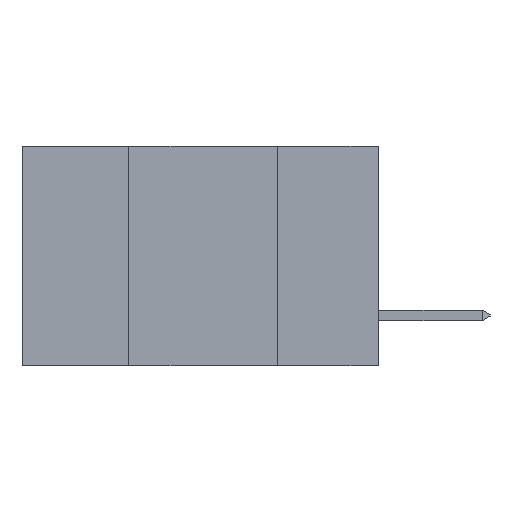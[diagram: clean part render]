
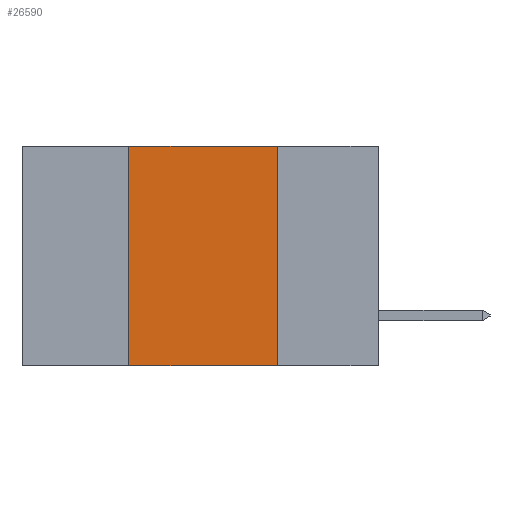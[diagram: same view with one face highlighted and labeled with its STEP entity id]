
A CAD part, left-side view. The second image highlights one B-rep face of the part: STEP entity #26590.
In plain terms, the highlighted planar face has unit normal (-1, 0, 0).
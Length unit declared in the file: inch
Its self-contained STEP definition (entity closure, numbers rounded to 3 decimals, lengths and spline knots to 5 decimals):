
#55 = CARTESIAN_POINT ( 'NONE',  ( 0., 0.17, 0. ) ) ;
#362 = ORIENTED_EDGE ( 'NONE', *, *, #467, .T. ) ;
#467 = EDGE_CURVE ( 'NONE', #5739, #12152, #17302, .T. ) ;
#590 = ORIENTED_EDGE ( 'NONE', *, *, #16766, .F. ) ;
#972 = FACE_OUTER_BOUND ( 'NONE', #22550, .T. ) ;
#1772 = DIRECTION ( 'NONE',  ( 0., -1., 0. ) ) ;
#2150 = DIRECTION ( 'NONE',  ( 0., -1., 0. ) ) ;
#2860 = AXIS2_PLACEMENT_3D ( 'NONE', #18113, #3723, #20452 ) ;
#3723 = DIRECTION ( 'NONE',  ( 1., 0., 0. ) ) ;
#5739 = VERTEX_POINT ( 'NONE', #18908 ) ;
#6703 = LINE ( 'NONE', #55, #18670 ) ;
#7501 = VERTEX_POINT ( 'NONE', #22906 ) ;
#10898 = PLANE ( 'NONE',  #2860 ) ;
#12152 = VERTEX_POINT ( 'NONE', #17851 ) ;
#14760 = EDGE_CURVE ( 'NONE', #5739, #7501, #28761, .T. ) ;
#15300 = VECTOR ( 'NONE', #2150, 39.37008 ) ;
#16331 = DIRECTION ( 'NONE',  ( 0., 0., 1. ) ) ;
#16692 = EDGE_CURVE ( 'NONE', #7501, #25444, #23088, .T. ) ;
#16766 = EDGE_CURVE ( 'NONE', #25444, #12152, #6703, .T. ) ;
#17302 = LINE ( 'NONE', #17576, #29088 ) ;
#17576 = CARTESIAN_POINT ( 'NONE',  ( 0., 0.6, -0.37 ) ) ;
#17851 = CARTESIAN_POINT ( 'NONE',  ( 0., 0.17, -0.37 ) ) ;
#18113 = CARTESIAN_POINT ( 'NONE',  ( 0., 0.6, 0. ) ) ;
#18670 = VECTOR ( 'NONE', #19254, 39.37008 ) ;
#18908 = CARTESIAN_POINT ( 'NONE',  ( 0., 0.42, -0.37 ) ) ;
#18942 = CARTESIAN_POINT ( 'NONE',  ( 0., 0.6, 0. ) ) ;
#19254 = DIRECTION ( 'NONE',  ( 0., 0., -1. ) ) ;
#20452 = DIRECTION ( 'NONE',  ( 0., 0., -1. ) ) ;
#22550 = EDGE_LOOP ( 'NONE', ( #590, #30025, #27415, #362 ) ) ;
#22906 = CARTESIAN_POINT ( 'NONE',  ( 0., 0.42, 0. ) ) ;
#23088 = LINE ( 'NONE', #18942, #15300 ) ;
#25444 = VERTEX_POINT ( 'NONE', #26448 ) ;
#25747 = CARTESIAN_POINT ( 'NONE',  ( 0., 0.42, 0. ) ) ;
#26448 = CARTESIAN_POINT ( 'NONE',  ( 0., 0.17, 0. ) ) ;
#26590 = ADVANCED_FACE ( 'NONE', ( #972 ), #10898, .F. ) ;
#27415 = ORIENTED_EDGE ( 'NONE', *, *, #14760, .F. ) ;
#28024 = VECTOR ( 'NONE', #16331, 39.37008 ) ;
#28761 = LINE ( 'NONE', #25747, #28024 ) ;
#29088 = VECTOR ( 'NONE', #1772, 39.37008 ) ;
#30025 = ORIENTED_EDGE ( 'NONE', *, *, #16692, .F. ) ;
